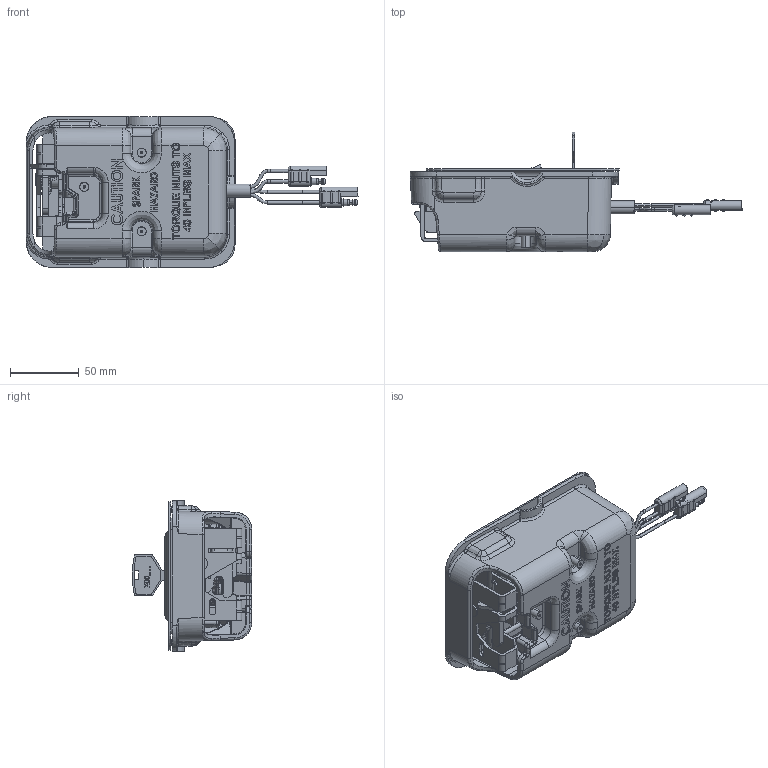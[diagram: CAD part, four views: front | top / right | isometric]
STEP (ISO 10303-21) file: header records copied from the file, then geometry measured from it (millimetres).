
FILE_DESCRIPTION (( 'STEP AP214' ), '1' );
FILE_NAME ('41X8A269XL-ELOC.STEP', '2018-12-13T16:45:51', ( '' ), ( '' ), 'SwSTEP 2.0', 'SolidWorks 2017', '' );
FILE_SCHEMA (( 'AUTOMOTIVE_DESIGN' ));
Length unit declared in the file: inch
Products named in the file (1): 41X8A269XL-ELOC
Bounding box: 240.83 x 86.68 x 109.66 mm (x, y, z)
Volume: 293220.9 mm3; surface area: 213077.6 mm2
Topology: 36 solids, 36 shells, 4582 faces, 11508 edges, 7066 vertices
Faces by surface type: plane 1572, bspline 1217, cylinder 1209, cone 334, torus 155, sphere 95
Entity records: 364812 total; most frequent: CARTESIAN_POINT 205659, ORIENTED_EDGE 22708, DIRECTION 18021, EDGE_CURVE 11354, VERTEX_POINT 7057, AXIS2_PLACEMENT_3D 6530, VECTOR 4961, LINE 4961
